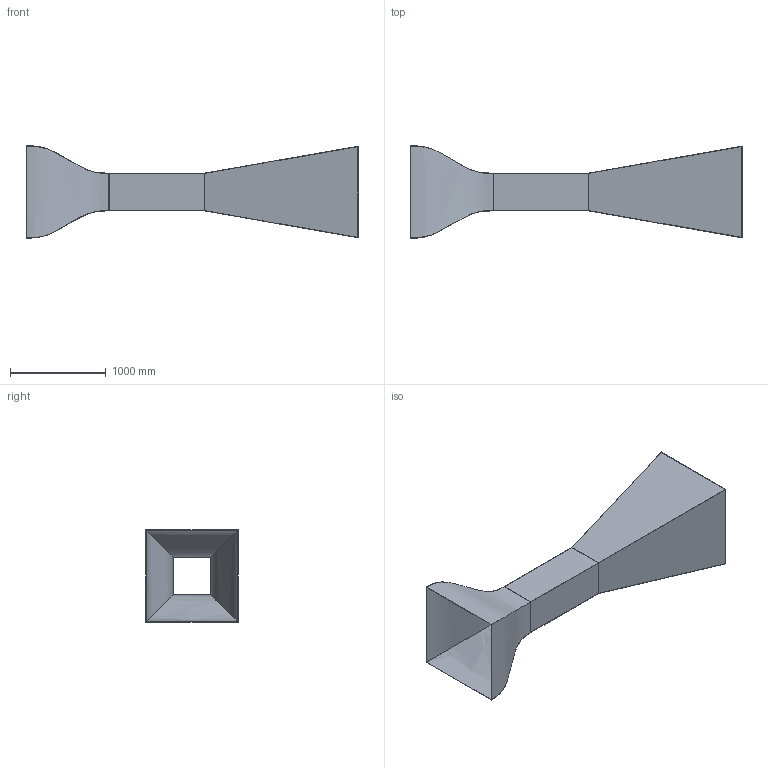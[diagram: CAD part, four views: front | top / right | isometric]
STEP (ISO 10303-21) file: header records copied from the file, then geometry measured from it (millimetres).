
FILE_DESCRIPTION(/* description */ (''),/* implementation_level */ '2;1');
FILE_NAME(/* name */ 'Assembly1.step',/* time_stamp */ '2020-10-13T16:37:17+02:00',/* author */ ('Mikes'),/* organization */ (''),/* preprocessor_version */ 'ST-DEVELOPER v18.1',/* originating_system */ 'Autodesk Inventor 2021',/* authorisation */ '');
FILE_SCHEMA (('AUTOMOTIVE_DESIGN { 1 0 10303 214 3 1 1 }'));
Length unit declared in the file: millimetre
Products named in the file (4): Assembly1; Contraction_0.5; Test-section_0.5; Diffuser_0.5
Assembly tree (3 placements, depth 2):
  Assembly1
    Contraction_0.5
    Test-section_0.5
    Diffuser_0.5
Bounding box: 3475.95 x 966.94 x 966.94 mm (x, y, z)
Volume: 24977946.3 mm3; surface area: 17009712.9 mm2
Topology: 3 solids, 3 shells, 37 faces, 90 edges, 60 vertices
Faces by surface type: plane 27, bspline 10
Entity records: 4888 total; most frequent: CARTESIAN_POINT 3924, ORIENTED_EDGE 180, DIRECTION 138, EDGE_CURVE 90, LINE 70, VECTOR 70, VERTEX_POINT 60, EDGE_LOOP 44
